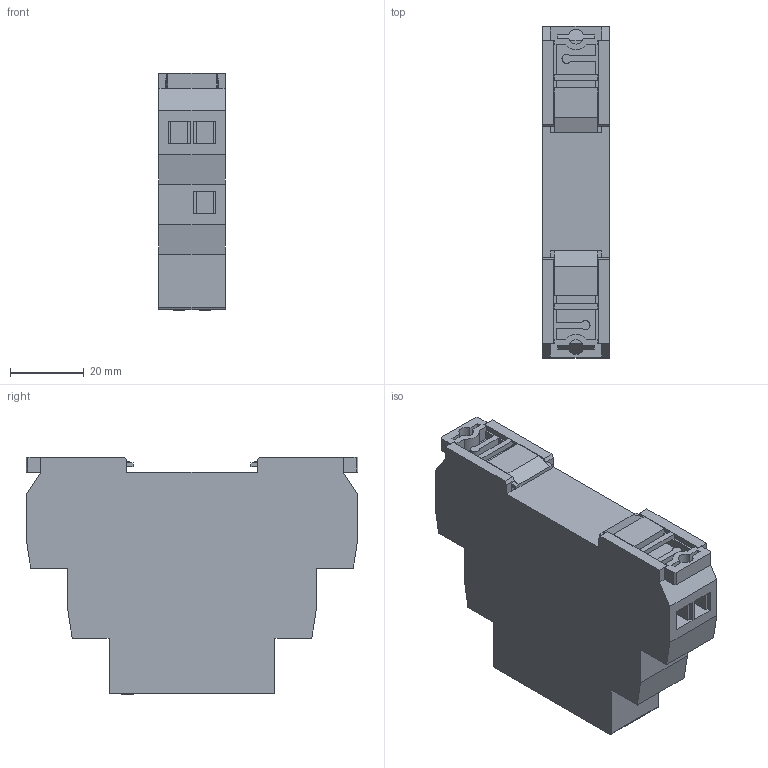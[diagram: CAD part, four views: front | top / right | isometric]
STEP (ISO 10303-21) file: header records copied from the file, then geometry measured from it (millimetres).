
FILE_DESCRIPTION (( 'STEP AP203' ), '1' );
FILE_NAME ('ORV-02-AD110-240 Ðåëå ïîâûø.íàïðÿæåíèÿ ORV. 1ô 110-240 Â AC_DC IEK.STEP', '2017-12-25T13:05:21', ( '' ), ( '' ), 'SwSTEP 2.0', 'SolidWorks 2014', '' );
FILE_SCHEMA (( 'CONFIG_CONTROL_DESIGN' ));
Length unit declared in the file: millimetre
Products named in the file (1): ORV-02-AD110-240 Ðåëå ïîâûø.íàïðÿæåíèÿ ORV. 1ô 110-240 Â AC_DC IEK
Bounding box: 18 x 90 x 64.3 mm (x, y, z)
Volume: 77303.2 mm3; surface area: 17974.2 mm2
Topology: 1 solids, 2 shells, 521 faces, 1436 edges, 948 vertices
Faces by surface type: plane 455, bspline 30, cylinder 26, torus 10
Full cylindrical faces by diameter (mm): 1.38 x1, 3.095 x2, 4.3 x5, 5 x3
Entity records: 17950 total; most frequent: CARTESIAN_POINT 4845, ORIENTED_EDGE 2830, DIRECTION 2401, EDGE_CURVE 1415, VECTOR 1253, LINE 1253, VERTEX_POINT 938, EDGE_LOOP 577
